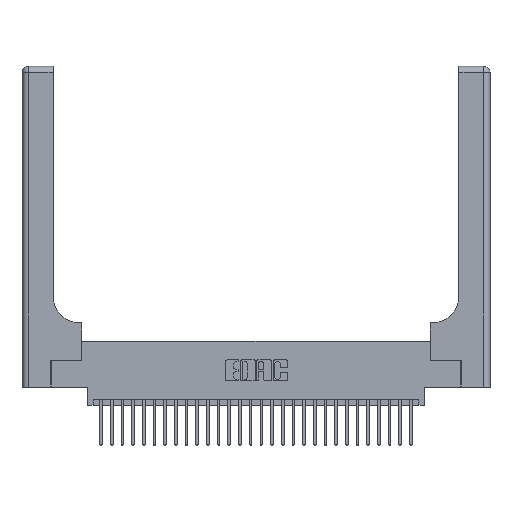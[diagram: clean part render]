
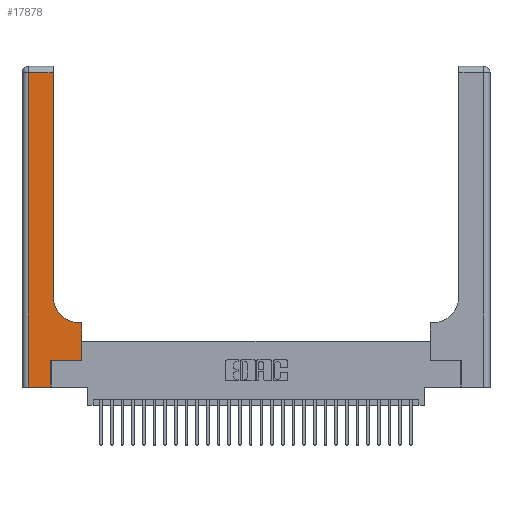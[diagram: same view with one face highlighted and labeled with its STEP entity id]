
A CAD part, top view. The second image highlights one B-rep face of the part: STEP entity #17878.
In plain terms, the highlighted planar face has unit normal (0, 0, 1).
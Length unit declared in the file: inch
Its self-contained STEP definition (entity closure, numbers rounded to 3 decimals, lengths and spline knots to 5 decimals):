
#85 = VERTEX_POINT ( 'NONE', #4295 ) ;
#338 = CARTESIAN_POINT ( 'NONE',  ( 0.269, 0.25, 0.37 ) ) ;
#358 = LINE ( 'NONE', #15462, #23933 ) ;
#547 = DIRECTION ( 'NONE',  ( 1., 0., 0. ) ) ;
#592 = ORIENTED_EDGE ( 'NONE', *, *, #10624, .T. ) ;
#1507 = CARTESIAN_POINT ( 'NONE',  ( 0.2915, 0.85, 0.37 ) ) ;
#3320 = CARTESIAN_POINT ( 'NONE',  ( 0.2915, 3., 0.37 ) ) ;
#3771 = DIRECTION ( 'NONE',  ( 0., 0., -1. ) ) ;
#3856 = VERTEX_POINT ( 'NONE', #9894 ) ;
#4295 = CARTESIAN_POINT ( 'NONE',  ( 0.269, 0., 0.37 ) ) ;
#4409 = VECTOR ( 'NONE', #15366, 39.37008 ) ;
#4429 = ORIENTED_EDGE ( 'NONE', *, *, #12771, .T. ) ;
#4678 = EDGE_CURVE ( 'NONE', #24809, #3856, #14858, .T. ) ;
#5042 = VECTOR ( 'NONE', #23084, 39.37008 ) ;
#5284 = VERTEX_POINT ( 'NONE', #28238 ) ;
#5761 = CARTESIAN_POINT ( 'NONE',  ( 0.5585, 0.25, 0.37 ) ) ;
#7567 = EDGE_CURVE ( 'NONE', #3856, #21538, #17241, .T. ) ;
#8514 = DIRECTION ( 'NONE',  ( 0., 1., 0. ) ) ;
#8579 = VECTOR ( 'NONE', #23837, 39.37008 ) ;
#8601 = EDGE_CURVE ( 'NONE', #85, #25187, #19022, .T. ) ;
#8721 = CARTESIAN_POINT ( 'NONE',  ( 0.269, 0., 0.37 ) ) ;
#8839 = LINE ( 'NONE', #12904, #4409 ) ;
#9894 = CARTESIAN_POINT ( 'NONE',  ( 0.5585, 0.6, 0.37 ) ) ;
#10044 = AXIS2_PLACEMENT_3D ( 'NONE', #22836, #17994, #15815 ) ;
#10379 = ORIENTED_EDGE ( 'NONE', *, *, #7567, .T. ) ;
#10624 = EDGE_CURVE ( 'NONE', #24464, #5284, #29535, .T. ) ;
#11819 = ORIENTED_EDGE ( 'NONE', *, *, #26015, .T. ) ;
#12035 = ORIENTED_EDGE ( 'NONE', *, *, #26097, .T. ) ;
#12771 = EDGE_CURVE ( 'NONE', #21539, #25439, #358, .T. ) ;
#12904 = CARTESIAN_POINT ( 'NONE',  ( 0., 2.94, 0.37 ) ) ;
#13048 = CARTESIAN_POINT ( 'NONE',  ( 0.5415, 0.6, 0.37 ) ) ;
#13174 = ORIENTED_EDGE ( 'NONE', *, *, #8601, .T. ) ;
#13727 = VECTOR ( 'NONE', #19841, 39.37008 ) ;
#14800 = AXIS2_PLACEMENT_3D ( 'NONE', #22772, #3771, #20292 ) ;
#14858 = LINE ( 'NONE', #5761, #8579 ) ;
#14947 = VECTOR ( 'NONE', #8514, 39.37008 ) ;
#15366 = DIRECTION ( 'NONE',  ( -1., 0., 0. ) ) ;
#15462 = CARTESIAN_POINT ( 'NONE',  ( 0.06, 3., 0.37 ) ) ;
#15815 = DIRECTION ( 'NONE',  ( 1., 0., 0. ) ) ;
#16159 = EDGE_CURVE ( 'NONE', #5284, #21539, #8839, .T. ) ;
#17241 = LINE ( 'NONE', #29858, #5042 ) ;
#17651 = DIRECTION ( 'NONE',  ( 0., -1., 0. ) ) ;
#17829 = LINE ( 'NONE', #28645, #23698 ) ;
#17878 = ADVANCED_FACE ( 'NONE', ( #25003 ), #17921, .F. ) ;
#17921 = PLANE ( 'NONE',  #14800 ) ;
#17968 = CARTESIAN_POINT ( 'NONE',  ( 0.269, 0.25, 0.37 ) ) ;
#17994 = DIRECTION ( 'NONE',  ( 0., 0., -1. ) ) ;
#18624 = EDGE_CURVE ( 'NONE', #21538, #24464, #27894, .T. ) ;
#19022 = LINE ( 'NONE', #8721, #14947 ) ;
#19841 = DIRECTION ( 'NONE',  ( 0., 1., 0. ) ) ;
#20292 = DIRECTION ( 'NONE',  ( -1., 0., 0. ) ) ;
#21538 = VERTEX_POINT ( 'NONE', #13048 ) ;
#21539 = VERTEX_POINT ( 'NONE', #22130 ) ;
#22049 = ORIENTED_EDGE ( 'NONE', *, *, #16159, .T. ) ;
#22130 = CARTESIAN_POINT ( 'NONE',  ( 0.06, 2.94, 0.37 ) ) ;
#22772 = CARTESIAN_POINT ( 'NONE',  ( 0., 3., 0.37 ) ) ;
#22836 = CARTESIAN_POINT ( 'NONE',  ( 0.5415, 0.85, 0.37 ) ) ;
#23084 = DIRECTION ( 'NONE',  ( -1., 0., 0. ) ) ;
#23698 = VECTOR ( 'NONE', #26793, 39.37008 ) ;
#23837 = DIRECTION ( 'NONE',  ( 0., 1., 0. ) ) ;
#23933 = VECTOR ( 'NONE', #17651, 39.37008 ) ;
#24072 = LINE ( 'NONE', #338, #29969 ) ;
#24464 = VERTEX_POINT ( 'NONE', #1507 ) ;
#24809 = VERTEX_POINT ( 'NONE', #26475 ) ;
#25003 = FACE_OUTER_BOUND ( 'NONE', #29305, .T. ) ;
#25187 = VERTEX_POINT ( 'NONE', #17968 ) ;
#25211 = ORIENTED_EDGE ( 'NONE', *, *, #18624, .T. ) ;
#25439 = VERTEX_POINT ( 'NONE', #26050 ) ;
#26015 = EDGE_CURVE ( 'NONE', #25187, #24809, #24072, .T. ) ;
#26050 = CARTESIAN_POINT ( 'NONE',  ( 0.06, 0., 0.37 ) ) ;
#26097 = EDGE_CURVE ( 'NONE', #25439, #85, #17829, .T. ) ;
#26475 = CARTESIAN_POINT ( 'NONE',  ( 0.5585, 0.25, 0.37 ) ) ;
#26793 = DIRECTION ( 'NONE',  ( 1., 0., 0. ) ) ;
#26976 = ORIENTED_EDGE ( 'NONE', *, *, #4678, .T. ) ;
#27894 = CIRCLE ( 'NONE', #10044, 0.25 ) ;
#28238 = CARTESIAN_POINT ( 'NONE',  ( 0.2915, 2.94, 0.37 ) ) ;
#28645 = CARTESIAN_POINT ( 'NONE',  ( 0., 0., 0.37 ) ) ;
#29305 = EDGE_LOOP ( 'NONE', ( #592, #22049, #4429, #12035, #13174, #11819, #26976, #10379, #25211 ) ) ;
#29535 = LINE ( 'NONE', #3320, #13727 ) ;
#29858 = CARTESIAN_POINT ( 'NONE',  ( 0.2915, 0.6, 0.37 ) ) ;
#29969 = VECTOR ( 'NONE', #547, 39.37008 ) ;
